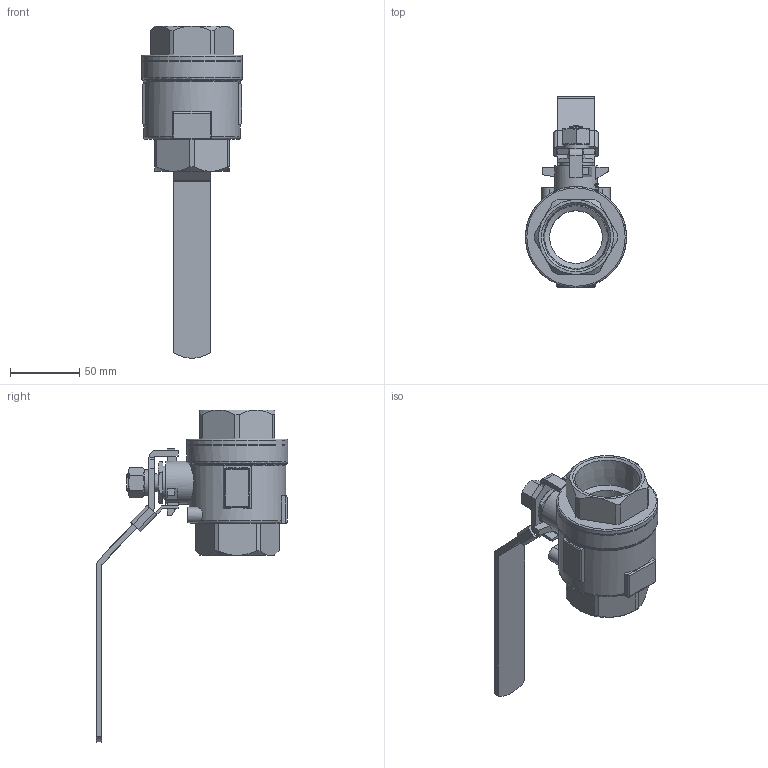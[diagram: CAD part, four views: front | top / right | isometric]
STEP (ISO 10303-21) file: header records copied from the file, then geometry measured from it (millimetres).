
FILE_DESCRIPTION(/* description */ ('STEP AP214'),/* implementation_level */ '2;1');
FILE_NAME(/* name */ '4745221_VZBE-11_2-T-63-D-2-M-V15V15',/* time_stamp */ '2024-09-18T01:36:24+02:00',/* author */ ('License CC BY-ND 4.0'),/* organization */ ('CADENAS'),/* preprocessor_version */ 'ST-DEVELOPER v19.3',/* originating_system */ 'PARTsolutions',/* authorisation */ ' ');
FILE_SCHEMA (('AUTOMOTIVE_DESIGN {1 0 10303 214 3 1 1}'));
Length unit declared in the file: millimetre
Products named in the file (1): 4745221 VZBE-11/2-T-63-D-2-M-V15V15
Bounding box: 73 x 138.2 x 239.72 mm (x, y, z)
Volume: 261268.4 mm3; surface area: 62440.6 mm2
Topology: 1 solids, 1 shells, 256 faces, 655 edges, 416 vertices
Faces by surface type: plane 158, cone 47, cylinder 46, torus 5
Full cylindrical faces by diameter (mm): 8 x1, 12.7 x1, 18.5 x1, 24 x1, 31 x1, 38 x1, 70 x1, 73 x2
Entity records: 7728 total; most frequent: CARTESIAN_POINT 1705, ORIENTED_EDGE 1248, DIRECTION 1201, EDGE_CURVE 624, AXIS2_PLACEMENT_3D 430, VERTEX_POINT 407, LINE 341, VECTOR 341
